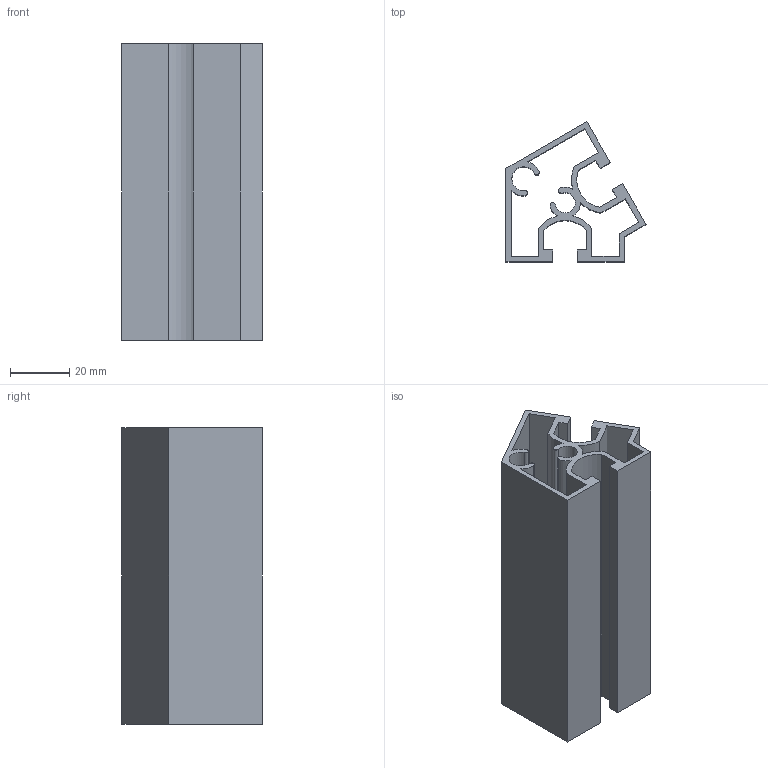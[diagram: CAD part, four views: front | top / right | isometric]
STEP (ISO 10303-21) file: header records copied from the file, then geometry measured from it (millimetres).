
FILE_DESCRIPTION((''),'2;1');
FILE_NAME('AF40A60-8.stp','2009-08-25T16:56:23',('Administrator'),(''),'Autodesk Inventor 2008','Autodesk Inventor 2008','');
FILE_SCHEMA(('AUTOMOTIVE_DESIGN { 1 0 10303 214 1 1 1 1 }'));
Length unit declared in the file: millimetre
Products named in the file (1): AF40A60-8
Bounding box: 47.32 x 47.32 x 100 mm (x, y, z)
Volume: 46324.1 mm3; surface area: 47599.5 mm2
Topology: 1 solids, 1 shells, 51 faces, 147 edges, 98 vertices
Faces by surface type: plane 34, cylinder 17
Entity records: 1709 total; most frequent: CARTESIAN_POINT 297, ORIENTED_EDGE 294, DIRECTION 285, EDGE_CURVE 147, VECTOR 113, LINE 113, VERTEX_POINT 98, AXIS2_PLACEMENT_3D 86
